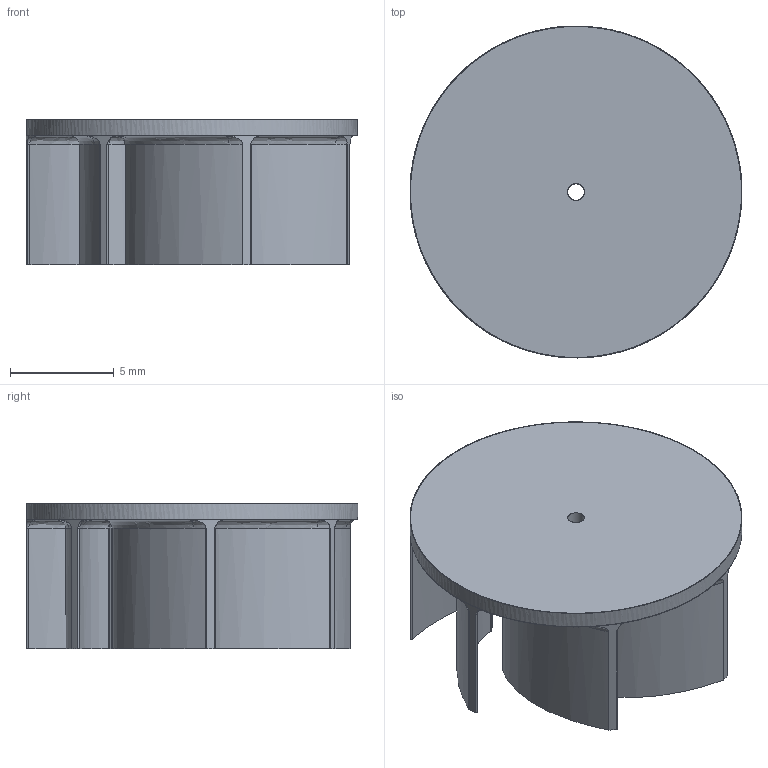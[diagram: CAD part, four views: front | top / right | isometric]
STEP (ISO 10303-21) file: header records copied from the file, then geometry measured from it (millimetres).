
FILE_DESCRIPTION(/* description */ (''),/* implementation_level */ '2;1');
FILE_NAME(/* name */ 'fan6 v25.stp',/* time_stamp */ '2017-08-24T17:01:49+09:00',/* author */ (''),/* organization */ (''),/* preprocessor_version */ 'ST-DEVELOPER v16.13',/* originating_system */ 'Autodesk Translation Framework v6.1.1.50',/* authorisation */ '');
FILE_SCHEMA (('AUTOMOTIVE_DESIGN { 1 0 10303 214 3 1 1 }'));
Length unit declared in the file: millimetre
Products named in the file (1): fan6 v25
Bounding box: 16 x 16 x 7 mm (x, y, z)
Volume: 1412 mm3; surface area: 4003.3 mm2
Topology: 7 solids, 7 shells, 161 faces, 364 edges, 224 vertices
Faces by surface type: cylinder 56, torus 35, bspline 35, plane 35
Full cylindrical faces by diameter (mm): 0.8 x7, 2.6 x7, 16 x7
Entity records: 5697 total; most frequent: CARTESIAN_POINT 2304, DIRECTION 709, ORIENTED_EDGE 658, EDGE_CURVE 329, AXIS2_PLACEMENT_3D 316, VERTEX_POINT 217, EDGE_LOOP 210, CIRCLE 182
